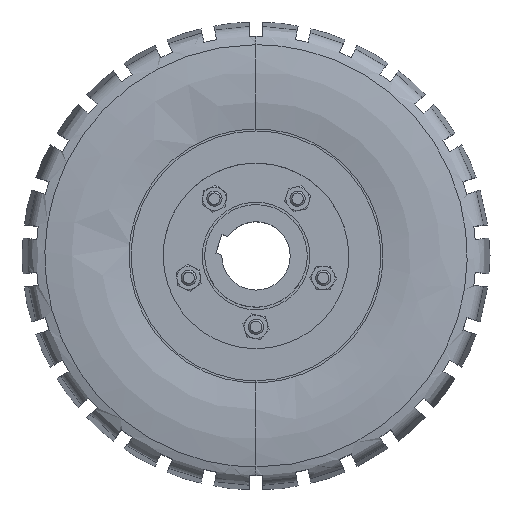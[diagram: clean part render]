
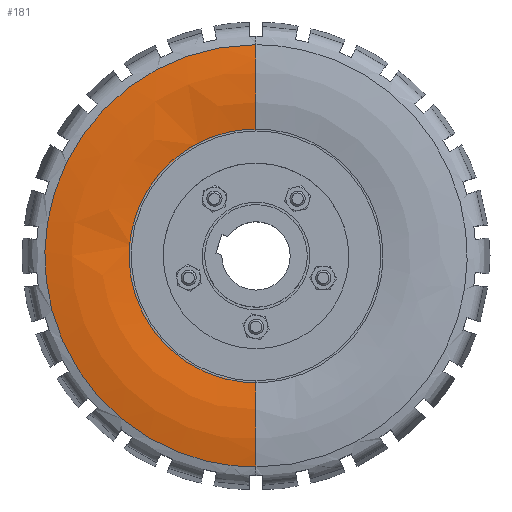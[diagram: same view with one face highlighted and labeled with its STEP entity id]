
A CAD part, top view. The second image highlights one B-rep face of the part: STEP entity #181.
In plain terms, the highlighted free-form (B-spline) face has degree [2, 5] with [5, 9] control points.
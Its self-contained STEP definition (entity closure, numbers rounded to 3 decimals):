
#181 = ADVANCED_FACE('',(#182),#232,.F.);
#182 = FACE_BOUND('',#183,.F.);
#183 = EDGE_LOOP('',(#184,#200,#210,#224));
#184 = ORIENTED_EDGE('',*,*,#185,.T.);
#185 = EDGE_CURVE('',#186,#188,#190,.T.);
#186 = VERTEX_POINT('',#187);
#187 = CARTESIAN_POINT('',(0.,-103.194,
    64.374));
#188 = VERTEX_POINT('',#189);
#189 = CARTESIAN_POINT('',(0.,-174.502,
    64.526));
#190 = B_SPLINE_CURVE_WITH_KNOTS('',5,(#191,#192,#193,#194,#195,#196,
    #197,#198,#199),.UNSPECIFIED.,.F.,.F.,(6,3,6),(0.,84.843,
    122.861),.UNSPECIFIED.);
#191 = CARTESIAN_POINT('',(0.,-103.194,64.374));
#192 = CARTESIAN_POINT('',(0.,-112.959,66.493));
#193 = CARTESIAN_POINT('',(0.,-122.81,67.913));
#194 = CARTESIAN_POINT('',(0.,-132.713,68.601));
#195 = CARTESIAN_POINT('',(0.,-147.062,68.518));
#196 = CARTESIAN_POINT('',(0.,-161.334,66.898));
#197 = CARTESIAN_POINT('',(0.,-165.739,66.25));
#198 = CARTESIAN_POINT('',(0.,-170.13,65.459));
#199 = CARTESIAN_POINT('',(0.,-174.502,64.526));
#200 = ORIENTED_EDGE('',*,*,#201,.F.);
#201 = EDGE_CURVE('',#202,#188,#204,.T.);
#202 = VERTEX_POINT('',#203);
#203 = CARTESIAN_POINT('',(0.,174.502,
    64.526));
#204 = ( BOUNDED_CURVE() B_SPLINE_CURVE(2,(#205,#206,#207,#208,#209),
.UNSPECIFIED.,.F.,.F.) B_SPLINE_CURVE_WITH_KNOTS((3,2,3),(1.571
,3.142,4.712),.PIECEWISE_BEZIER_KNOTS.) CURVE() 
GEOMETRIC_REPRESENTATION_ITEM() RATIONAL_B_SPLINE_CURVE((1.,
0.707,1.,0.707,1.)) REPRESENTATION_ITEM('') );
#205 = CARTESIAN_POINT('',(0.,174.502,
    64.526));
#206 = CARTESIAN_POINT('',(-174.502,174.502,
    64.526));
#207 = CARTESIAN_POINT('',(-174.502,0.,
    64.526));
#208 = CARTESIAN_POINT('',(-174.502,-174.502,
    64.526));
#209 = CARTESIAN_POINT('',(0.,-174.502,
    64.526));
#210 = ORIENTED_EDGE('',*,*,#211,.F.);
#211 = EDGE_CURVE('',#212,#202,#214,.T.);
#212 = VERTEX_POINT('',#213);
#213 = CARTESIAN_POINT('',(0.,103.194,64.374));
#214 = B_SPLINE_CURVE_WITH_KNOTS('',5,(#215,#216,#217,#218,#219,#220,
    #221,#222,#223),.UNSPECIFIED.,.F.,.F.,(6,3,6),(0.,84.843,
    122.861),.UNSPECIFIED.);
#215 = CARTESIAN_POINT('',(0.,103.194,64.374));
#216 = CARTESIAN_POINT('',(0.,112.959,66.493));
#217 = CARTESIAN_POINT('',(0.,122.81,67.913));
#218 = CARTESIAN_POINT('',(0.,132.713,68.601));
#219 = CARTESIAN_POINT('',(0.,147.062,68.518));
#220 = CARTESIAN_POINT('',(0.,161.334,66.898));
#221 = CARTESIAN_POINT('',(0.,165.739,66.25));
#222 = CARTESIAN_POINT('',(0.,170.13,65.459));
#223 = CARTESIAN_POINT('',(0.,174.502,64.526));
#224 = ORIENTED_EDGE('',*,*,#225,.T.);
#225 = EDGE_CURVE('',#212,#186,#226,.T.);
#226 = ( BOUNDED_CURVE() B_SPLINE_CURVE(2,(#227,#228,#229,#230,#231),
.UNSPECIFIED.,.F.,.F.) B_SPLINE_CURVE_WITH_KNOTS((3,2,3),(1.571
,3.142,4.712),.PIECEWISE_BEZIER_KNOTS.) CURVE() 
GEOMETRIC_REPRESENTATION_ITEM() RATIONAL_B_SPLINE_CURVE((1.,
0.707,1.,0.707,1.)) REPRESENTATION_ITEM('') );
#227 = CARTESIAN_POINT('',(0.,103.194,
    64.374));
#228 = CARTESIAN_POINT('',(-103.194,103.194,
    64.374));
#229 = CARTESIAN_POINT('',(-103.194,0.,
    64.374));
#230 = CARTESIAN_POINT('',(-103.194,-103.194,
    64.374));
#231 = CARTESIAN_POINT('',(0.,-103.194,
    64.374));
#232 = ( BOUNDED_SURFACE() B_SPLINE_SURFACE(2,5,(
    (#233,#234,#235,#236,#237,#238,#239,#240,#241)
    ,(#242,#243,#244,#245,#246,#247,#248,#249,#250)
    ,(#251,#252,#253,#254,#255,#256,#257,#258,#259)
    ,(#260,#261,#262,#263,#264,#265,#266,#267,#268)
    ,(#269,#270,#271,#272,#273,#274,#275,#276,#277
)),.UNSPECIFIED.,.F.,.F.,.F.) B_SPLINE_SURFACE_WITH_KNOTS((3,2,3),(6,3,6
    ),(0.,1.571,3.142),(0.,84.843,122.861)
,.UNSPECIFIED.) GEOMETRIC_REPRESENTATION_ITEM() 
RATIONAL_B_SPLINE_SURFACE((
    (1.,1.,1.,1.,1.,1.,1.,1.,1.)
    ,(0.707,0.707,0.707,0.707
      ,0.707,0.707,0.707,0.707
      ,0.707)
    ,(1.,1.,1.,1.,1.,1.,1.,1.,1.)
    ,(0.707,0.707,0.707,0.707
      ,0.707,0.707,0.707,0.707
      ,0.707)
,(1.,1.,1.,1.,1.,1.,1.,1.,1.))) REPRESENTATION_ITEM('') SURFACE() );
#233 = CARTESIAN_POINT('',(0.,103.194,64.374));
#234 = CARTESIAN_POINT('',(0.,112.959,66.493));
#235 = CARTESIAN_POINT('',(0.,122.81,67.913));
#236 = CARTESIAN_POINT('',(0.,132.713,68.601));
#237 = CARTESIAN_POINT('',(0.,147.062,68.518));
#238 = CARTESIAN_POINT('',(0.,161.334,66.898));
#239 = CARTESIAN_POINT('',(0.,165.739,66.25));
#240 = CARTESIAN_POINT('',(0.,170.13,65.459));
#241 = CARTESIAN_POINT('',(0.,174.502,64.526));
#242 = CARTESIAN_POINT('',(-103.194,103.194,
    64.374));
#243 = CARTESIAN_POINT('',(-112.959,112.959,
    66.493));
#244 = CARTESIAN_POINT('',(-122.81,122.81,
    67.913));
#245 = CARTESIAN_POINT('',(-132.713,132.713,
    68.601));
#246 = CARTESIAN_POINT('',(-147.062,147.062,
    68.518));
#247 = CARTESIAN_POINT('',(-161.334,161.334,
    66.898));
#248 = CARTESIAN_POINT('',(-165.739,165.739,
    66.25));
#249 = CARTESIAN_POINT('',(-170.13,170.13,
    65.459));
#250 = CARTESIAN_POINT('',(-174.502,174.502,
    64.526));
#251 = CARTESIAN_POINT('',(-103.194,0.,
    64.374));
#252 = CARTESIAN_POINT('',(-112.959,0.,
    66.493));
#253 = CARTESIAN_POINT('',(-122.81,0.,
    67.913));
#254 = CARTESIAN_POINT('',(-132.713,0.,
    68.601));
#255 = CARTESIAN_POINT('',(-147.062,0.,
    68.518));
#256 = CARTESIAN_POINT('',(-161.334,0.,
    66.898));
#257 = CARTESIAN_POINT('',(-165.739,0.,
    66.25));
#258 = CARTESIAN_POINT('',(-170.13,0.,
    65.459));
#259 = CARTESIAN_POINT('',(-174.502,0.,
    64.526));
#260 = CARTESIAN_POINT('',(-103.194,-103.194,
    64.374));
#261 = CARTESIAN_POINT('',(-112.959,-112.959,
    66.493));
#262 = CARTESIAN_POINT('',(-122.81,-122.81,67.913
    ));
#263 = CARTESIAN_POINT('',(-132.713,-132.713,
    68.601));
#264 = CARTESIAN_POINT('',(-147.062,-147.062,
    68.518));
#265 = CARTESIAN_POINT('',(-161.334,-161.334,
    66.898));
#266 = CARTESIAN_POINT('',(-165.739,-165.739,
    66.25));
#267 = CARTESIAN_POINT('',(-170.13,-170.13,
    65.459));
#268 = CARTESIAN_POINT('',(-174.502,-174.502,
    64.526));
#269 = CARTESIAN_POINT('',(0.,-103.194,
    64.374));
#270 = CARTESIAN_POINT('',(0.,-112.959,
    66.493));
#271 = CARTESIAN_POINT('',(0.,-122.81,
    67.913));
#272 = CARTESIAN_POINT('',(0.,-132.713,
    68.601));
#273 = CARTESIAN_POINT('',(0.,-147.062,
    68.518));
#274 = CARTESIAN_POINT('',(0.,-161.334,
    66.898));
#275 = CARTESIAN_POINT('',(0.,-165.739,
    66.25));
#276 = CARTESIAN_POINT('',(0.,-170.13,
    65.459));
#277 = CARTESIAN_POINT('',(0.,-174.502,
    64.526));
